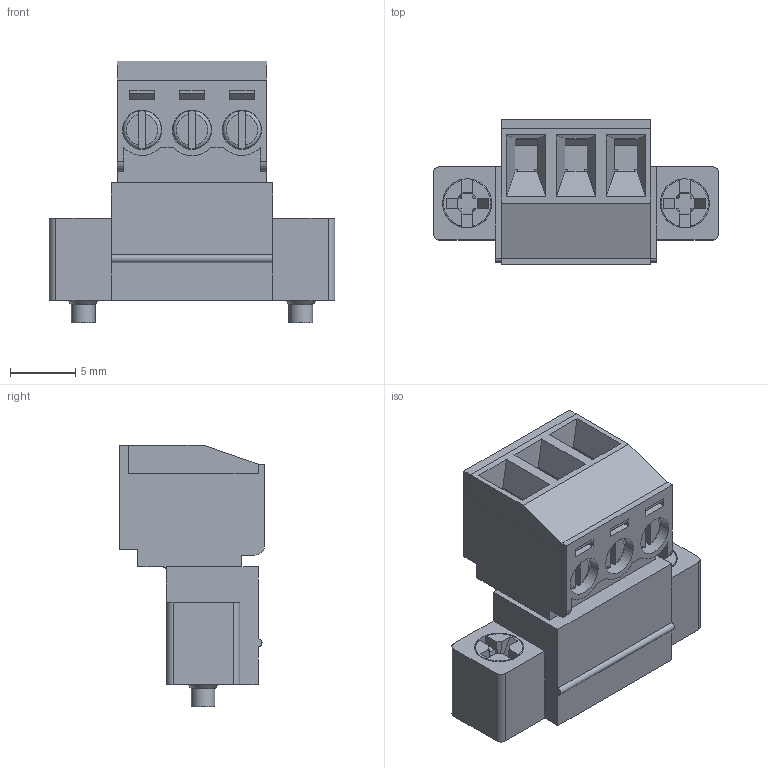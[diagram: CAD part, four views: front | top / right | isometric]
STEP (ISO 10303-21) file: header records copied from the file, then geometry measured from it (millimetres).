
FILE_DESCRIPTION( ( 'Unknown' ), '1' );
FILE_NAME( '691349340003.stp', 'Unknown', ( 'Unknown' ), ( 'Unknown' ), 'PSStep 18.0.17', 'Unknown', ' ' );
FILE_SCHEMA( ( 'AUTOMOTIVE_DESIGN { 1 0 10303 214 1 1 1 1 }' ) );
Length unit declared in the file: millimetre
Products named in the file (7): Assem1; 6913483000xx_Cage; 6913483000xx_Pin; 6913483000xx_vis; 6913493400xx_VisFlange; 691348300003_CAPOT; 691349340003
Assembly tree (13 placements, depth 2):
  Assem1
    6913483000xx_Cage  x3
    6913483000xx_Pin  x3
    6913483000xx_vis  x3
    6913493400xx_VisFlange  x2
    691348300003_CAPOT
    691349340003
Bounding box: 21.81 x 11.1 x 20 mm (x, y, z)
Volume: 1391.4 mm3; surface area: 3894.1 mm2
Topology: 13 solids, 13 shells, 589 faces, 1566 edges, 1030 vertices
Faces by surface type: plane 494, cylinder 75, torus 18, cone 2
Full cylindrical faces by diameter (mm): 1.45 x3, 1.6 x3, 1.8 x2, 1.9 x6, 2 x3, 2.45 x2, 2.6 x2, 2.9 x3, 3 x3, 3.75 x2, 3.8 x2
Entity records: 17599 total; most frequent: CARTESIAN_POINT 2529, ORIENTED_EDGE 2364, DIRECTION 2225, EDGE_CURVE 1182, LINE 1039, VECTOR 1039, VERTEX_POINT 793, AXIS2_PLACEMENT_3D 593
